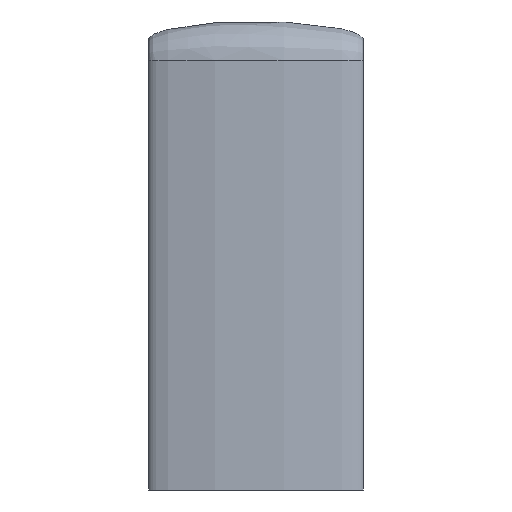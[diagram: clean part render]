
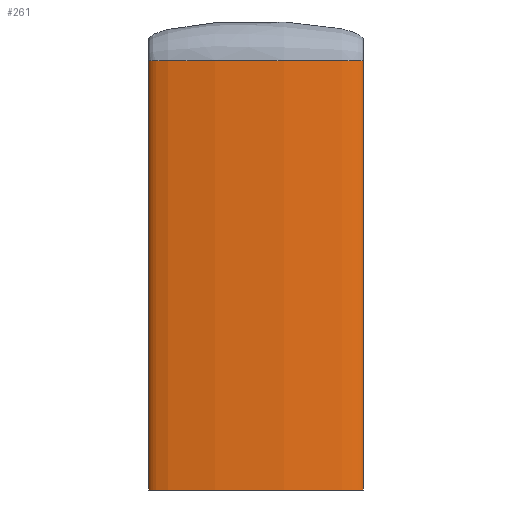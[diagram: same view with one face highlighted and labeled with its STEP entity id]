
A CAD part, front view. The second image highlights one B-rep face of the part: STEP entity #261.
In plain terms, the highlighted face is a extrusion surface.
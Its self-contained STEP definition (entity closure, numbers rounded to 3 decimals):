
#198=AXIS2_PLACEMENT_3D('Ellipse Axis2P3D',#195,#196,#197) ;
#195=CARTESIAN_POINT('Axis2P3D Location',(0.,-43.,48.)) ;
#203=CARTESIAN_POINT('Line Origine',(12.,-43.,24.)) ;
#207=CARTESIAN_POINT('Vertex',(12.,-43.,48.)) ;
#209=CARTESIAN_POINT('Vertex',(12.,-43.,0.)) ;
#213=CARTESIAN_POINT('Control Point',(12.,-43.,48.)) ;
#214=CARTESIAN_POINT('Control Point',(12.,-43.33,48.)) ;
#215=CARTESIAN_POINT('Control Point',(11.63,-43.66,48.)) ;
#216=CARTESIAN_POINT('Control Point',(10.889,-43.973,48.)) ;
#217=CARTESIAN_POINT('Control Point',(8.747,-44.531,48.)) ;
#218=CARTESIAN_POINT('Control Point',(5.558,-44.906,48.)) ;
#219=CARTESIAN_POINT('Control Point',(3.77,-45.035,48.)) ;
#220=CARTESIAN_POINT('Control Point',(0.,-45.165,48.)) ;
#221=CARTESIAN_POINT('Control Point',(-3.77,-45.035,48.)) ;
#222=CARTESIAN_POINT('Control Point',(-5.558,-44.906,48.)) ;
#223=CARTESIAN_POINT('Control Point',(-8.747,-44.531,48.)) ;
#224=CARTESIAN_POINT('Control Point',(-10.889,-43.973,48.)) ;
#225=CARTESIAN_POINT('Control Point',(-11.63,-43.66,48.)) ;
#226=CARTESIAN_POINT('Control Point',(-12.,-43.33,48.)) ;
#227=CARTESIAN_POINT('Control Point',(-12.,-43.,48.)) ;
#228=CARTESIAN_POINT('Vertex',(-12.,-43.,48.)) ;
#231=CARTESIAN_POINT('Line Origine',(-12.,-43.,24.)) ;
#235=CARTESIAN_POINT('Vertex',(-12.,-43.,0.)) ;
#239=CARTESIAN_POINT('Control Point',(12.,-43.,0.)) ;
#240=CARTESIAN_POINT('Control Point',(12.,-43.33,0.)) ;
#241=CARTESIAN_POINT('Control Point',(11.63,-43.66,0.)) ;
#242=CARTESIAN_POINT('Control Point',(10.889,-43.973,0.)) ;
#243=CARTESIAN_POINT('Control Point',(8.747,-44.531,0.)) ;
#244=CARTESIAN_POINT('Control Point',(5.558,-44.906,0.)) ;
#245=CARTESIAN_POINT('Control Point',(3.77,-45.035,0.)) ;
#246=CARTESIAN_POINT('Control Point',(0.,-45.165,0.)) ;
#247=CARTESIAN_POINT('Control Point',(-3.77,-45.035,0.)) ;
#248=CARTESIAN_POINT('Control Point',(-5.558,-44.906,0.)) ;
#249=CARTESIAN_POINT('Control Point',(-8.747,-44.531,0.)) ;
#250=CARTESIAN_POINT('Control Point',(-10.889,-43.973,0.)) ;
#251=CARTESIAN_POINT('Control Point',(-11.63,-43.66,0.)) ;
#252=CARTESIAN_POINT('Control Point',(-12.,-43.33,0.)) ;
#253=CARTESIAN_POINT('Control Point',(-12.,-43.,0.)) ;
#196=DIRECTION('Axis2P3D Direction',(0.,0.,-1.)) ;
#197=DIRECTION('Axis2P3D XDirection',(1.,0.,0.)) ;
#200=DIRECTION('Vector Direction',(0.,0.,-1.)) ;
#204=DIRECTION('Vector Direction',(0.,0.,-1.)) ;
#232=DIRECTION('Vector Direction',(0.,0.,-1.)) ;
#201=VECTOR('Extrusion Surface Vector',#200,1.) ;
#205=VECTOR('Line Direction',#204,1.) ;
#233=VECTOR('Line Direction',#232,1.) ;
#256=ORIENTED_EDGE('',*,*,#211,.F.) ;
#257=ORIENTED_EDGE('',*,*,#230,.T.) ;
#258=ORIENTED_EDGE('',*,*,#237,.T.) ;
#259=ORIENTED_EDGE('',*,*,#254,.F.) ;
#261=ADVANCED_FACE('Modele simplifie',(#260),#202,.T.) ;
#212=B_SPLINE_CURVE_WITH_KNOTS('',5,(#213,#214,#215,#216,#217,#218,#219,#220,#221,#222,#223,#224,#225,#226,#227),.UNSPECIFIED.,.F.,.U.,(6,3,3,3,6),(76.544,86.112,95.68,105.248,114.816),.UNSPECIFIED.) ;
#238=B_SPLINE_CURVE_WITH_KNOTS('',5,(#239,#240,#241,#242,#243,#244,#245,#246,#247,#248,#249,#250,#251,#252,#253),.UNSPECIFIED.,.F.,.U.,(6,3,3,3,6),(76.544,86.112,95.68,105.248,114.816),.UNSPECIFIED.) ;
#211=EDGE_CURVE('',#208,#210,#206,.T.) ;
#230=EDGE_CURVE('',#208,#229,#212,.T.) ;
#237=EDGE_CURVE('',#229,#236,#234,.T.) ;
#254=EDGE_CURVE('',#210,#236,#238,.T.) ;
#255=EDGE_LOOP('',(#256,#257,#258,#259)) ;
#199=ELLIPSE('Ellipse',#198,12.,2.1) ;
#260=FACE_OUTER_BOUND('',#255,.T.) ;
#206=LINE('Line',#203,#205) ;
#234=LINE('Line',#231,#233) ;
#202=SURFACE_OF_LINEAR_EXTRUSION('generated tabulated cylinder',#199,#201) ;
#208=VERTEX_POINT('',#207) ;
#210=VERTEX_POINT('',#209) ;
#229=VERTEX_POINT('',#228) ;
#236=VERTEX_POINT('',#235) ;
